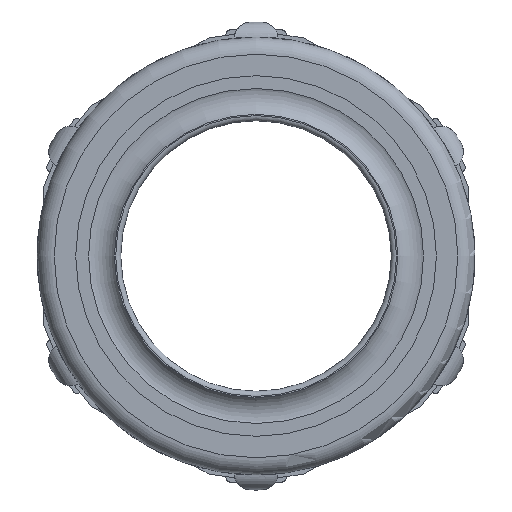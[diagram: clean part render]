
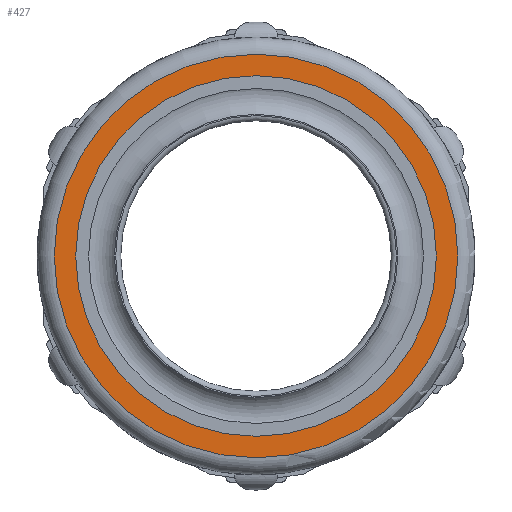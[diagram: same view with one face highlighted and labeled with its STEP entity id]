
A CAD part, front view. The second image highlights one B-rep face of the part: STEP entity #427.
In plain terms, the highlighted planar face has unit normal (0, -1, 0).
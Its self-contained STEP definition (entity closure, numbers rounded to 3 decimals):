
#427=ADVANCED_FACE('',(#1429,#1431),#1433,.T.);
#1429=FACE_BOUND('',#1430,.T.);
#1430=EDGE_LOOP('',(#2238,#2239));
#1431=FACE_BOUND('',#1432,.T.);
#1432=EDGE_LOOP('',(#2240));
#1433=PLANE('',#1434);
#1434=AXIS2_PLACEMENT_3D('',#1435,#1436,#1437);
#1435=CARTESIAN_POINT('',(0.,-24.916,0.));
#1436=DIRECTION('',(0.,-1.,-0.));
#1437=DIRECTION('',(0.,0.,1.));
#2238=ORIENTED_EDGE('',*,*,#2710,.T.);
#2239=ORIENTED_EDGE('',*,*,#2709,.T.);
#2240=ORIENTED_EDGE('',*,*,#2712,.F.);
#2709=EDGE_CURVE('',#3071,#3072,#3073,.T.);
#2710=EDGE_CURVE('',#3072,#3071,#3074,.T.);
#2712=EDGE_CURVE('',#3077,#3077,#3078,.T.);
#3071=VERTEX_POINT('',#3867);
#3072=VERTEX_POINT('',#3868);
#3073=CIRCLE('',#3869,23.5);
#3074=CIRCLE('',#3873,23.5);
#3077=VERTEX_POINT('',#3882);
#3078=CIRCLE('',#3883,21.);
#3867=CARTESIAN_POINT('',(0.,-24.916,-23.5));
#3868=CARTESIAN_POINT('',(0.,-24.916,23.5));
#3869=AXIS2_PLACEMENT_3D('',#3870,#3871,#3872);
#3870=CARTESIAN_POINT('',(0.,-24.916,0.));
#3871=DIRECTION('',(0.,-1.,0.));
#3872=DIRECTION('',(0.,0.,-1.));
#3873=AXIS2_PLACEMENT_3D('',#3874,#3875,#3876);
#3874=CARTESIAN_POINT('',(0.,-24.916,0.));
#3875=DIRECTION('',(0.,-1.,0.));
#3876=DIRECTION('',(0.,0.,1.));
#3882=CARTESIAN_POINT('',(0.,-24.916,21.));
#3883=AXIS2_PLACEMENT_3D('',#3884,#3885,#3886);
#3884=CARTESIAN_POINT('',(0.,-24.916,0.));
#3885=DIRECTION('',(0.,-1.,-0.));
#3886=DIRECTION('',(0.,0.,1.));
